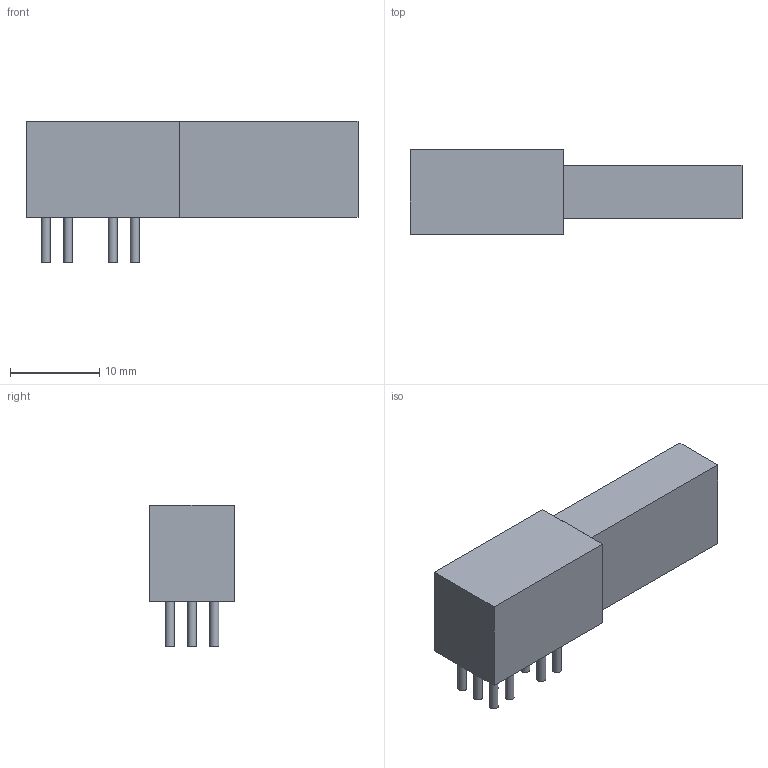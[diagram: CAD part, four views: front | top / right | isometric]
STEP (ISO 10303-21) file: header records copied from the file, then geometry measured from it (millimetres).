
FILE_DESCRIPTION(('FreeCAD Model'),'2;1');
FILE_NAME('791477.1.2.stp','2020-04-09T11:21:09',( 'Author'),(''),'Open CASCADE STEP processor 6.9','FreeCAD','Unknown' );
FILE_SCHEMA(('AUTOMOTIVE_DESIGN { 1 0 10303 214 1 1 1 1 }'));
Length unit declared in the file: millimetre
Products named in the file (3): ASSEMBLY; Body; Leads
Assembly tree (13 placements, depth 2):
  ASSEMBLY
    Body
    Leads  x12
Bounding box: 37.2 x 9.5 x 15.9 mm (x, y, z)
Volume: 3637.5 mm3; surface area: 4238.5 mm2
Topology: 146 solids, 146 shells, 444 faces, 456 edges, 304 vertices
Faces by surface type: plane 300, cylinder 144
Full cylindrical faces by diameter (mm): 1 x144
Entity records: 1986 total; most frequent: DIRECTION 328, CARTESIAN_POINT 282, LINE 132, VECTOR 132, ORIENTED_EDGE 120, PCURVE 120, DEFINITIONAL_REPRESENTATION 120, AXIS2_PLACEMENT_3D 86
